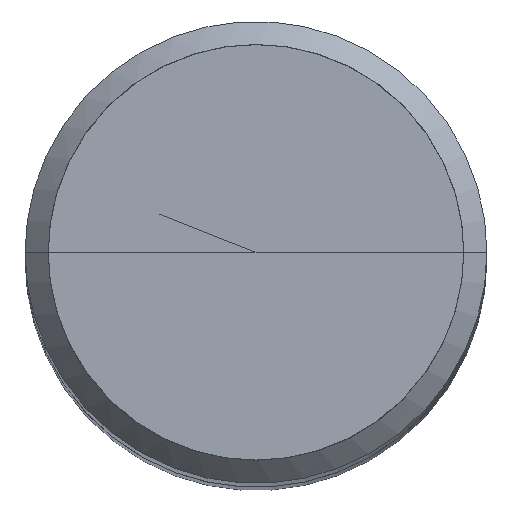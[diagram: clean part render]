
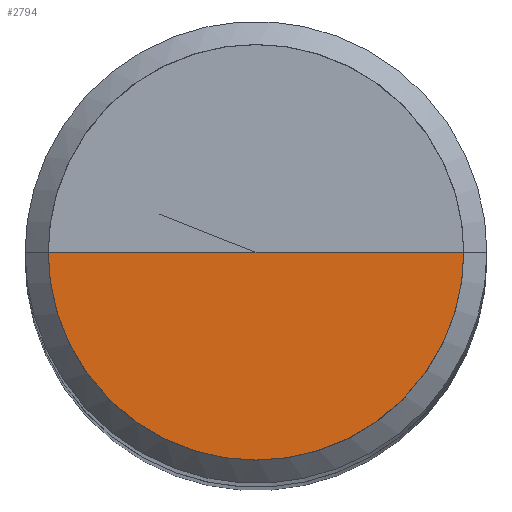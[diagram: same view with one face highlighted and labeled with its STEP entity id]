
A CAD part, top view. The second image highlights one B-rep face of the part: STEP entity #2794.
In plain terms, the highlighted free-form (B-spline) face has degree [1, 2] with [2, 5] control points.
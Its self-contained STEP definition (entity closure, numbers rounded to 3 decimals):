
#2440=CARTESIAN_POINT('',(4.5,0.0,43.0));
#2444=CARTESIAN_POINT('',(-4.5,0.0,43.0));
#2445=CARTESIAN_POINT('',(0.0,0.0,43.0));
#2452=CARTESIAN_POINT('',(-4.5,-4.5,43.0));
#2453=CARTESIAN_POINT('',(0.0,-4.5,43.0));
#2454=CARTESIAN_POINT('',(4.5,-4.5,43.0));
#2779=(
BOUNDED_SURFACE()
B_SPLINE_SURFACE(1,2,(
(#2444,#2452,#2453,#2454,#2440),
(#2445,#2445,#2445,#2445,#2445)
), .UNSPECIFIED.,.F.,.F.,.F.)
B_SPLINE_SURFACE_WITH_KNOTS((2,2),(3,2,3),(
0.0,1.0),(
0.0,0.5,1.0), .UNSPECIFIED.)
GEOMETRIC_REPRESENTATION_ITEM()
RATIONAL_B_SPLINE_SURFACE(((1.0,0.707,1.0,0.707,1.0),
(1.0,0.707,1.0,0.707,1.0)
))
REPRESENTATION_ITEM('')
SURFACE()
);
#2780=(
BOUNDED_CURVE()
B_SPLINE_CURVE(1,(#2445,#2440),.UNSPECIFIED.,.F.,.F.)
B_SPLINE_CURVE_WITH_KNOTS((2,2),
(0.0,1.0),.UNSPECIFIED.)
CURVE()
GEOMETRIC_REPRESENTATION_ITEM()
RATIONAL_B_SPLINE_CURVE((1.0,1.0))
REPRESENTATION_ITEM('')
);
#2781=(
BOUNDED_CURVE()
B_SPLINE_CURVE(2,(#2440,#2454,#2453,#2452,#2444),.UNSPECIFIED.,.F.,.F.)
B_SPLINE_CURVE_WITH_KNOTS((3,2,3),
(0.0,0.5,1.0),.UNSPECIFIED.)
CURVE()
GEOMETRIC_REPRESENTATION_ITEM()
RATIONAL_B_SPLINE_CURVE((1.0,0.707,1.0,0.707,1.0))
REPRESENTATION_ITEM('')
);
#2782=(
BOUNDED_CURVE()
B_SPLINE_CURVE(1,(#2444,#2445),.UNSPECIFIED.,.F.,.F.)
B_SPLINE_CURVE_WITH_KNOTS((2,2),
(0.0,1.0),.UNSPECIFIED.)
CURVE()
GEOMETRIC_REPRESENTATION_ITEM()
RATIONAL_B_SPLINE_CURVE((1.0,1.0))
REPRESENTATION_ITEM('')
);
#2783=VERTEX_POINT('',#2440);
#2784=VERTEX_POINT('',#2444);
#2785=VERTEX_POINT('',#2445);
#2786=EDGE_CURVE('',#2785,#2783,#2780,.T.);
#2787=EDGE_CURVE('',#2783,#2784,#2781,.T.);
#2788=EDGE_CURVE('',#2784,#2785,#2782,.T.);
#2789=ORIENTED_EDGE('',*,*,#2786,.T.);
#2790=ORIENTED_EDGE('',*,*,#2787,.T.);
#2791=ORIENTED_EDGE('',*,*,#2788,.T.);
#2792=EDGE_LOOP('',(#2789,#2790,#2791));
#2793=FACE_OUTER_BOUND('',#2792,.T.);
#2794=ADVANCED_FACE('',(#2793),#2779,.T.);
